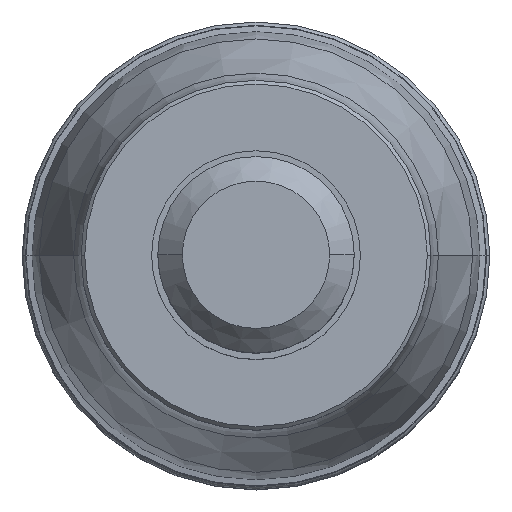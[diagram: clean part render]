
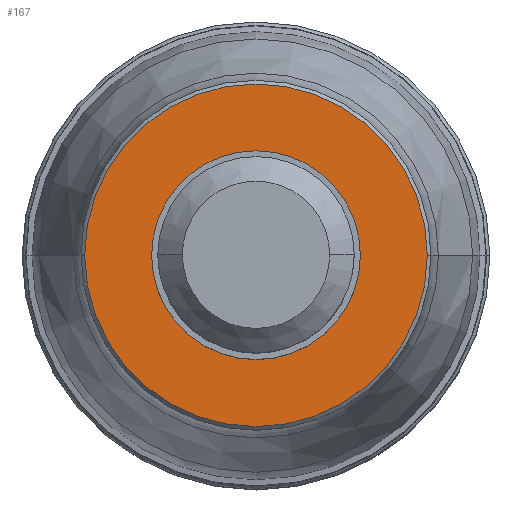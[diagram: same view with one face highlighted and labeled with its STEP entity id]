
A CAD part, top view. The second image highlights one B-rep face of the part: STEP entity #167.
In plain terms, the highlighted planar face has unit normal (0, 0, 1).
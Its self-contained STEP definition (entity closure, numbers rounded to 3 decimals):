
#28=PLANE('',#1435);
#33=FACE_BOUND('',#333,.T.);
#34=FACE_BOUND('',#334,.T.);
#167=ADVANCED_FACE('',(#33,#34),#28,.F.);
#333=EDGE_LOOP('',(#553,#554,#555,#556));
#334=EDGE_LOOP('',(#557,#558));
#553=ORIENTED_EDGE('',*,*,#907,.T.);
#554=ORIENTED_EDGE('',*,*,#911,.T.);
#555=ORIENTED_EDGE('',*,*,#910,.T.);
#556=ORIENTED_EDGE('',*,*,#908,.T.);
#557=ORIENTED_EDGE('',*,*,#912,.T.);
#558=ORIENTED_EDGE('',*,*,#913,.T.);
#766=VERTEX_POINT('',#4148);
#767=VERTEX_POINT('',#4150);
#768=VERTEX_POINT('',#4152);
#769=VERTEX_POINT('',#4156);
#770=VERTEX_POINT('',#4160);
#771=VERTEX_POINT('',#4161);
#907=EDGE_CURVE('',#767,#766,#1092,.T.);
#908=EDGE_CURVE('',#768,#767,#1093,.T.);
#910=EDGE_CURVE('',#769,#768,#1094,.T.);
#911=EDGE_CURVE('',#766,#769,#1095,.T.);
#912=EDGE_CURVE('',#770,#771,#1096,.T.);
#913=EDGE_CURVE('',#771,#770,#1097,.T.);
#1092=CIRCLE('',#1427,13.95);
#1093=CIRCLE('',#1428,13.95);
#1094=CIRCLE('',#1430,13.95);
#1095=CIRCLE('',#1431,13.95);
#1096=CIRCLE('',#1433,8.5);
#1097=CIRCLE('',#1434,8.5);
#1427=AXIS2_PLACEMENT_3D('',#4149,#1744,#1745);
#1428=AXIS2_PLACEMENT_3D('',#4151,#1746,#1747);
#1430=AXIS2_PLACEMENT_3D('',#4155,#1751,#1752);
#1431=AXIS2_PLACEMENT_3D('',#4157,#1753,#1754);
#1433=AXIS2_PLACEMENT_3D('',#4159,#1757,#1758);
#1434=AXIS2_PLACEMENT_3D('',#4162,#1759,#1760);
#1435=AXIS2_PLACEMENT_3D('',#4163,#1761,#1762);
#1744=DIRECTION('',(0.,0.,1.));
#1745=DIRECTION('',(0.,1.,0.));
#1746=DIRECTION('',(0.,0.,1.));
#1747=DIRECTION('',(1.,0.,0.));
#1751=DIRECTION('',(0.,0.,1.));
#1752=DIRECTION('',(0.,-1.,0.));
#1753=DIRECTION('',(0.,0.,1.));
#1754=DIRECTION('',(-1.,0.,0.));
#1757=DIRECTION('',(0.,0.,-1.));
#1758=DIRECTION('',(-1.,0.,0.));
#1759=DIRECTION('',(0.,0.,-1.));
#1760=DIRECTION('',(1.,0.,0.));
#1761=DIRECTION('',(0.,0.,-1.));
#1762=DIRECTION('',(1.,0.,0.));
#4148=CARTESIAN_POINT('',(-13.95,0.,0.));
#4149=CARTESIAN_POINT('',(0.,0.,0.));
#4150=CARTESIAN_POINT('',(0.,13.95,0.));
#4151=CARTESIAN_POINT('',(0.,0.,0.));
#4152=CARTESIAN_POINT('',(13.95,0.,0.));
#4155=CARTESIAN_POINT('',(0.,0.,0.));
#4156=CARTESIAN_POINT('',(0.,-13.95,0.));
#4157=CARTESIAN_POINT('',(0.,0.,0.));
#4159=CARTESIAN_POINT('',(0.,0.,0.));
#4160=CARTESIAN_POINT('',(-8.5,0.,0.));
#4161=CARTESIAN_POINT('',(8.5,0.,0.));
#4162=CARTESIAN_POINT('',(0.,0.,0.));
#4163=CARTESIAN_POINT('',(0.,0.,0.));
